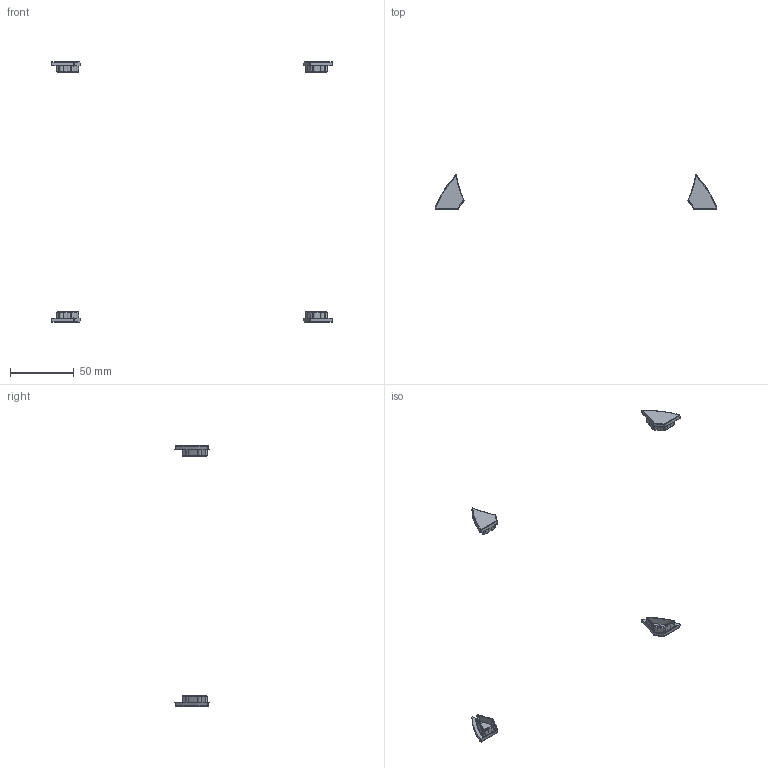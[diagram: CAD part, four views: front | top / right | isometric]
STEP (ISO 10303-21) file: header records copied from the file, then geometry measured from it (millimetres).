
FILE_DESCRIPTION((''),'2;1');
FILE_NAME('94794000_AS 0050 AK-WB-BLAU.stp','2010-04-16T10:52:13',('kotzmaier'),(''),'Autodesk Inventor 2010','Autodesk Inventor 2010','');
FILE_SCHEMA(('CONFIG_CONTROL_DESIGN'));
Length unit declared in the file: millimetre
Products named in the file (3): AS 0050 WB; 1009844_3D; 1009845_3D
Assembly tree (4 placements, depth 2):
  AS 0050 WB
    1009844_3D  x2
    1009845_3D  x2
Bounding box: 221.46 x 26.77 x 204.4 mm (x, y, z)
Volume: 5472.2 mm3; surface area: 5766.5 mm2
Topology: 4 solids, 4 shells, 822 faces, 2000 edges, 1184 vertices
Faces by surface type: bspline 492, plane 124, cone 80, torus 66, cylinder 56, sphere 4
Entity records: 15570 total; most frequent: CARTESIAN_POINT 7237, ORIENTED_EDGE 1972, DIRECTION 1356, EDGE_CURVE 986, VERTEX_POINT 592, AXIS2_PLACEMENT_3D 524, EDGE_LOOP 424, FACE_OUTER_BOUND 411
